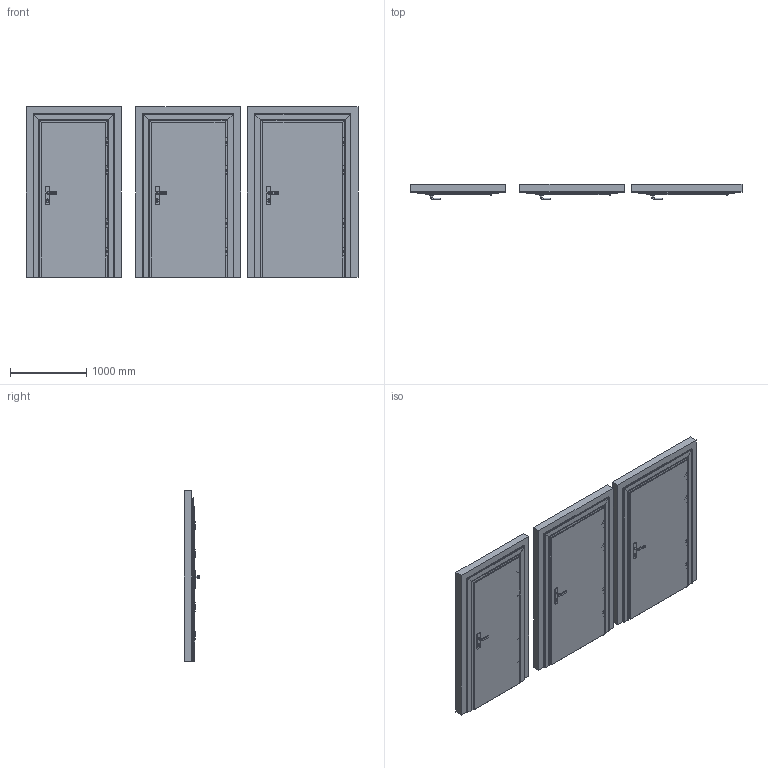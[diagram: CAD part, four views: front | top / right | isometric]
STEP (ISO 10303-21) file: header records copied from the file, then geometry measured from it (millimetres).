
FILE_DESCRIPTION(/* description */ (''),/* implementation_level */ '2;1');
FILE_NAME(/* name */ '050032_B_1-Drzwi akustyczne SILENCE 37dB na ościeżnicy MDF..stp',/* time_stamp */ '2024-06-14T11:14:25+02:00',/* author */ (''),/* organization */ (''),/* preprocessor_version */ 'ST-DEVELOPER v16',/* originating_system */ 'SIEMENS PLM Software NX 11.0',/* authorisation */ '');
FILE_SCHEMA (('AUTOMOTIVE_DESIGN { 1 0 10303 214 3 1 1 1 }'));
Products named in the file (1): bkni267CC2DE2b9b
Bounding box: 4350 x 201 x 2240 mm (x, y, z)
Volume: 630532283.1 mm3; surface area: 46254166.8 mm2
Topology: 150 solids, 150 shells, 3666 faces, 8901 edges, 5706 vertices
Faces by surface type: plane 2271, cylinder 561, bspline 420, cone 357, torus 45, sphere 12
Full cylindrical faces by diameter (mm): 3.5 x9, 4 x3, 5 x9, 7 x33, 7.4 x24, 8 x24, 8.4 x24, 8.6 x24, 9.5 x24, 9.9 x24, 10 x36, 11 x24, 11.9 x12, 12 x12, 17 x3, 18 x6, 20 x24, 30 x6
Entity records: 113401 total; most frequent: CARTESIAN_POINT 32903, ORIENTED_EDGE 16050, DIRECTION 15011, EDGE_CURVE 8025, VERTEX_POINT 5550, LINE 5481, VECTOR 5481, AXIS2_PLACEMENT_3D 4765
